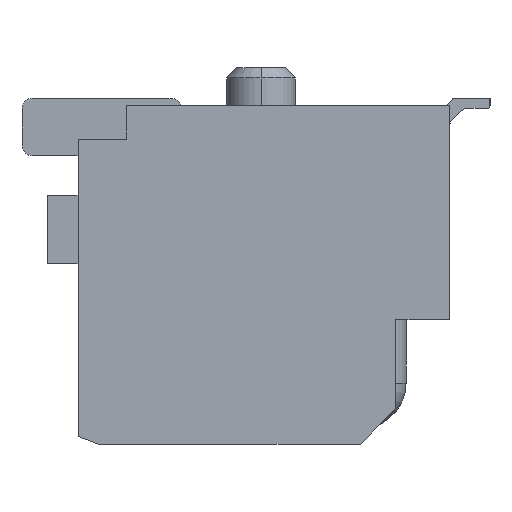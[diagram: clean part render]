
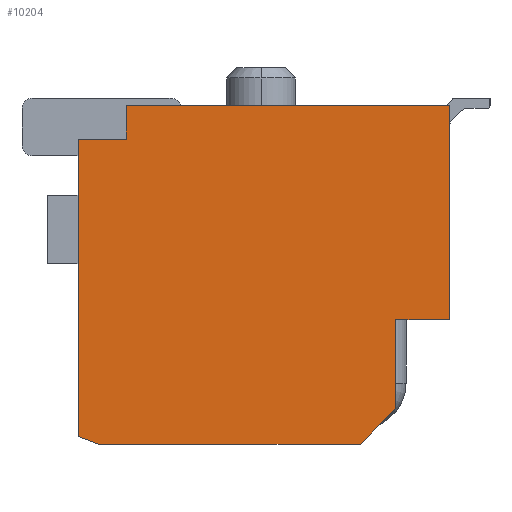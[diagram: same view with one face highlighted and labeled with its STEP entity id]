
A CAD part, left-side view. The second image highlights one B-rep face of the part: STEP entity #10204.
In plain terms, the highlighted planar face has unit normal (-1, 0, 0).
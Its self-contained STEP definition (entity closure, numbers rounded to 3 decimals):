
#762 = DIRECTION ( 'NONE',  ( 0., 1., 0. ) ) ;
#1013 = CARTESIAN_POINT ( 'NONE',  ( -27.9, -3.65, 0. ) ) ;
#1173 = VERTEX_POINT ( 'NONE', #12824 ) ;
#1266 = VERTEX_POINT ( 'NONE', #11176 ) ;
#1319 = EDGE_CURVE ( 'NONE', #1533, #7330, #12123, .T. ) ;
#1394 = DIRECTION ( 'NONE',  ( 0., 0.936, 0.351 ) ) ;
#1533 = VERTEX_POINT ( 'NONE', #4326 ) ;
#1539 = DIRECTION ( 'NONE',  ( 0., 0., -1. ) ) ;
#1599 = ORIENTED_EDGE ( 'NONE', *, *, #1919, .T. ) ;
#1685 = CARTESIAN_POINT ( 'NONE',  ( -27.9, 0., -3.325 ) ) ;
#1851 = CARTESIAN_POINT ( 'NONE',  ( -27.9, -6.25, -4.2 ) ) ;
#1918 = ORIENTED_EDGE ( 'NONE', *, *, #11434, .T. ) ;
#1919 = EDGE_CURVE ( 'NONE', #1266, #8537, #8882, .T. ) ;
#2171 = LINE ( 'NONE', #1013, #2553 ) ;
#2322 = EDGE_CURVE ( 'NONE', #1173, #13289, #5786, .T. ) ;
#2463 = CARTESIAN_POINT ( 'NONE',  ( -27.9, -7.3, -4.2 ) ) ;
#2553 = VECTOR ( 'NONE', #13420, 1000. ) ;
#2758 = CARTESIAN_POINT ( 'NONE',  ( -27.9, -0.95, -3.325 ) ) ;
#2855 = VECTOR ( 'NONE', #7881, 1000. ) ;
#2861 = DIRECTION ( 'NONE',  ( 0., 0., 1. ) ) ;
#3183 = LINE ( 'NONE', #7365, #3547 ) ;
#3243 = EDGE_LOOP ( 'NONE', ( #9261, #8837, #5089, #1918, #4307, #10010, #6749, #1599, #4024, #10393 ) ) ;
#3547 = VECTOR ( 'NONE', #1394, 1000. ) ;
#3983 = VERTEX_POINT ( 'NONE', #1851 ) ;
#4024 = ORIENTED_EDGE ( 'NONE', *, *, #7339, .T. ) ;
#4055 = CARTESIAN_POINT ( 'NONE',  ( -27.9, 0., -6.5 ) ) ;
#4298 = VECTOR ( 'NONE', #1539, 1000. ) ;
#4307 = ORIENTED_EDGE ( 'NONE', *, *, #2322, .T. ) ;
#4326 = CARTESIAN_POINT ( 'NONE',  ( -27.9, -0.95, 0. ) ) ;
#4795 = EDGE_CURVE ( 'NONE', #6850, #3983, #7734, .T. ) ;
#5055 = CARTESIAN_POINT ( 'NONE',  ( -27.9, -0.95, -0.65 ) ) ;
#5089 = ORIENTED_EDGE ( 'NONE', *, *, #1319, .T. ) ;
#5657 = VECTOR ( 'NONE', #11008, 1000. ) ;
#5683 = LINE ( 'NONE', #8757, #11519 ) ;
#5748 = EDGE_CURVE ( 'NONE', #8689, #13289, #3183, .T. ) ;
#5786 = LINE ( 'NONE', #1685, #5889 ) ;
#5889 = VECTOR ( 'NONE', #6947, 1000. ) ;
#6028 = FACE_OUTER_BOUND ( 'NONE', #3243, .T. ) ;
#6065 = VECTOR ( 'NONE', #8945, 1000. ) ;
#6749 = ORIENTED_EDGE ( 'NONE', *, *, #11246, .F. ) ;
#6850 = VERTEX_POINT ( 'NONE', #2463 ) ;
#6904 = LINE ( 'NONE', #10113, #5657 ) ;
#6947 = DIRECTION ( 'NONE',  ( 0., 0., -1. ) ) ;
#7052 = CARTESIAN_POINT ( 'NONE',  ( -27.9, -7.3, 0. ) ) ;
#7055 = CARTESIAN_POINT ( 'NONE',  ( -27.9, -7.3, -3.325 ) ) ;
#7330 = VERTEX_POINT ( 'NONE', #5055 ) ;
#7339 = EDGE_CURVE ( 'NONE', #8537, #3983, #8064, .T. ) ;
#7365 = CARTESIAN_POINT ( 'NONE',  ( -27.9, -0.2, -6.575 ) ) ;
#7734 = LINE ( 'NONE', #11894, #2855 ) ;
#7813 = LINE ( 'NONE', #7055, #10043 ) ;
#7881 = DIRECTION ( 'NONE',  ( 0., 1., 0. ) ) ;
#8064 = LINE ( 'NONE', #12232, #11459 ) ;
#8537 = VERTEX_POINT ( 'NONE', #11137 ) ;
#8689 = VERTEX_POINT ( 'NONE', #12368 ) ;
#8690 = DIRECTION ( 'NONE',  ( 0., 1., 0. ) ) ;
#8757 = CARTESIAN_POINT ( 'NONE',  ( -27.9, -2.975, -6.65 ) ) ;
#8837 = ORIENTED_EDGE ( 'NONE', *, *, #9379, .T. ) ;
#8882 = LINE ( 'NONE', #12229, #6065 ) ;
#8945 = DIRECTION ( 'NONE',  ( 0., -0.707, 0.707 ) ) ;
#9261 = ORIENTED_EDGE ( 'NONE', *, *, #12378, .T. ) ;
#9379 = EDGE_CURVE ( 'NONE', #12983, #1533, #2171, .T. ) ;
#10010 = ORIENTED_EDGE ( 'NONE', *, *, #5748, .F. ) ;
#10043 = VECTOR ( 'NONE', #11225, 1000. ) ;
#10113 = CARTESIAN_POINT ( 'NONE',  ( -27.9, -3.65, -0.65 ) ) ;
#10204 = ADVANCED_FACE ( 'NONE', ( #6028 ), #13373, .T. ) ;
#10393 = ORIENTED_EDGE ( 'NONE', *, *, #4795, .F. ) ;
#10519 = CARTESIAN_POINT ( 'NONE',  ( -27.9, -7.3, 0. ) ) ;
#11008 = DIRECTION ( 'NONE',  ( 0., 1., 0. ) ) ;
#11137 = CARTESIAN_POINT ( 'NONE',  ( -27.9, -6.25, -5.95 ) ) ;
#11176 = CARTESIAN_POINT ( 'NONE',  ( -27.9, -5.55, -6.65 ) ) ;
#11225 = DIRECTION ( 'NONE',  ( 0., 0., 1. ) ) ;
#11246 = EDGE_CURVE ( 'NONE', #1266, #8689, #5683, .T. ) ;
#11434 = EDGE_CURVE ( 'NONE', #7330, #1173, #6904, .T. ) ;
#11459 = VECTOR ( 'NONE', #2861, 1000. ) ;
#11519 = VECTOR ( 'NONE', #8690, 1000. ) ;
#11894 = CARTESIAN_POINT ( 'NONE',  ( -27.9, -6.4, -4.2 ) ) ;
#12100 = DIRECTION ( 'NONE',  ( -1., 0., 0. ) ) ;
#12123 = LINE ( 'NONE', #2758, #4298 ) ;
#12229 = CARTESIAN_POINT ( 'NONE',  ( -27.9, -5.55, -6.65 ) ) ;
#12232 = CARTESIAN_POINT ( 'NONE',  ( -27.9, -6.25, -3.325 ) ) ;
#12368 = CARTESIAN_POINT ( 'NONE',  ( -27.9, -0.4, -6.65 ) ) ;
#12378 = EDGE_CURVE ( 'NONE', #6850, #12983, #7813, .T. ) ;
#12824 = CARTESIAN_POINT ( 'NONE',  ( -27.9, 0., -0.65 ) ) ;
#12983 = VERTEX_POINT ( 'NONE', #10519 ) ;
#13017 = AXIS2_PLACEMENT_3D ( 'NONE', #7052, #12100, #762 ) ;
#13289 = VERTEX_POINT ( 'NONE', #4055 ) ;
#13373 = PLANE ( 'NONE',  #13017 ) ;
#13420 = DIRECTION ( 'NONE',  ( 0., 1., 0. ) ) ;
